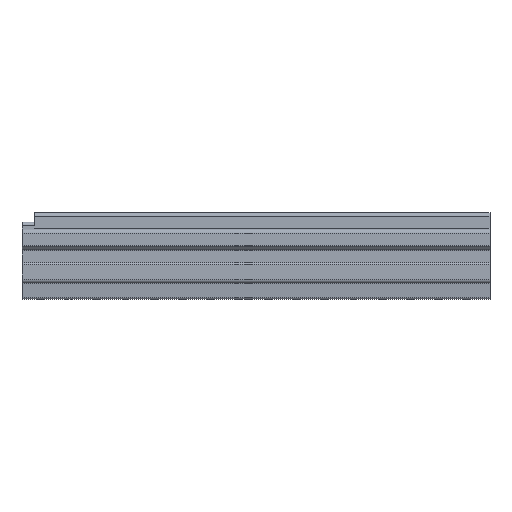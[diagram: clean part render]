
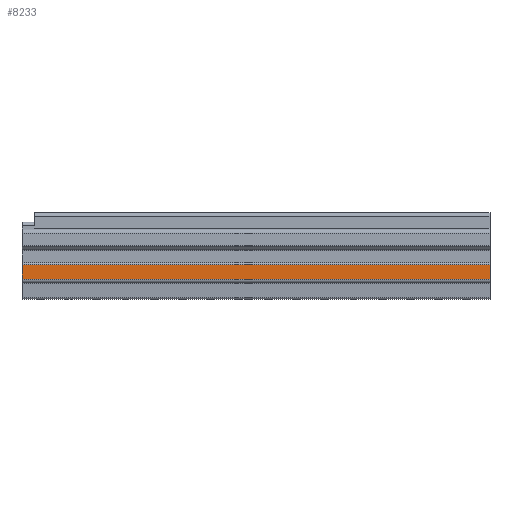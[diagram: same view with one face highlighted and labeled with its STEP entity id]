
A CAD part, left-side view. The second image highlights one B-rep face of the part: STEP entity #8233.
In plain terms, the highlighted planar face has unit normal (-1, 0, 0).
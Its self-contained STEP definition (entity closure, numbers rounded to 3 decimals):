
#381=DIRECTION('',(0.,1.,0.));
#382=VECTOR('',#381,57.5);
#383=CARTESIAN_POINT('',(-6.25,-56.,-1.057));
#384=LINE('',#383,#382);
#385=DIRECTION('',(0.,1.,0.));
#386=VECTOR('',#385,57.5);
#387=CARTESIAN_POINT('',(-6.25,-56.,-2.85));
#388=LINE('',#387,#386);
#3452=DIRECTION('',(0.,0.,1.));
#3453=VECTOR('',#3452,1.793);
#3454=CARTESIAN_POINT('',(-6.25,-56.,-2.85));
#3455=LINE('',#3454,#3453);
#4822=DIRECTION('',(0.,0.,1.));
#4823=VECTOR('',#4822,1.793);
#4824=CARTESIAN_POINT('',(-6.25,1.5,-2.85));
#4825=LINE('',#4824,#4823);
#6159=CARTESIAN_POINT('',(-6.25,-56.,-2.85));
#6160=VERTEX_POINT('',#6159);
#6161=CARTESIAN_POINT('',(-6.25,-56.,-1.057));
#6162=VERTEX_POINT('',#6161);
#7821=CARTESIAN_POINT('',(-6.25,1.5,-2.85));
#7822=VERTEX_POINT('',#7821);
#7823=CARTESIAN_POINT('',(-6.25,1.5,-1.057));
#7824=VERTEX_POINT('',#7823);
#8219=CARTESIAN_POINT('',(-6.25,0.,-2.85));
#8220=DIRECTION('',(-1.,0.,0.));
#8221=DIRECTION('',(0.,0.,1.));
#8222=AXIS2_PLACEMENT_3D('',#8219,#8220,#8221);
#8223=PLANE('',#8222);
#8225=ORIENTED_EDGE('',*,*,#8224,.T.);
#8227=ORIENTED_EDGE('',*,*,#8226,.T.);
#8228=ORIENTED_EDGE('',*,*,#8209,.F.);
#8230=ORIENTED_EDGE('',*,*,#8229,.F.);
#8231=EDGE_LOOP('',(#8225,#8227,#8228,#8230));
#8232=FACE_OUTER_BOUND('',#8231,.F.);
#8233=ADVANCED_FACE('',(#8232),#8223,.T.);
#8209=EDGE_CURVE('',#6162,#7824,#384,.T.);
#8224=EDGE_CURVE('',#6160,#7822,#388,.T.);
#8226=EDGE_CURVE('',#7822,#7824,#4825,.T.);
#8229=EDGE_CURVE('',#6160,#6162,#3455,.T.);
